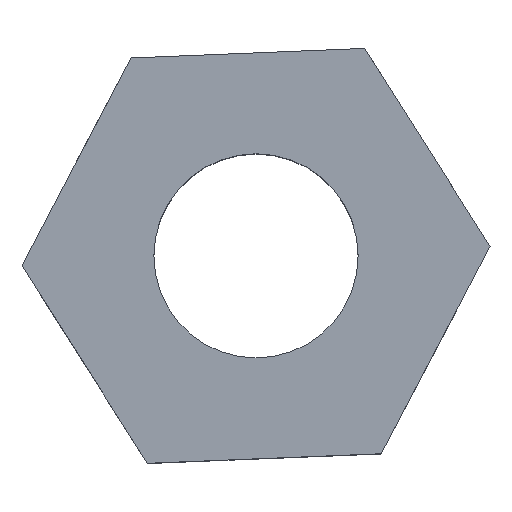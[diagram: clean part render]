
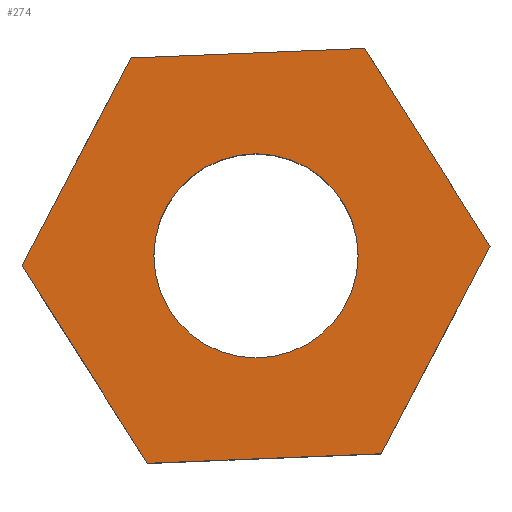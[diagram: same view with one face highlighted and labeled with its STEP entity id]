
A CAD part, top view. The second image highlights one B-rep face of the part: STEP entity #274.
In plain terms, the highlighted planar face has unit normal (0, 0, 1).
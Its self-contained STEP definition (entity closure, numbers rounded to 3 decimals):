
#16=FACE_BOUND('',#64,.T.);
#30=PLANE('',#314);
#46=FACE_OUTER_BOUND('',#63,.T.);
#63=EDGE_LOOP('',(#250,#251,#252,#253,#254,#255));
#64=EDGE_LOOP('',(#256));
#79=LINE('',#448,#105);
#82=LINE('',#453,#108);
#84=LINE('',#457,#110);
#86=LINE('',#461,#112);
#88=LINE('',#465,#114);
#90=LINE('',#468,#116);
#105=VECTOR('',#371,10.);
#108=VECTOR('',#376,10.);
#110=VECTOR('',#380,10.);
#112=VECTOR('',#384,10.);
#114=VECTOR('',#388,10.);
#116=VECTOR('',#392,10.);
#118=CIRCLE('',#291,2.518);
#128=VERTEX_POINT('',#399);
#143=VERTEX_POINT('',#446);
#144=VERTEX_POINT('',#447);
#145=VERTEX_POINT('',#452);
#146=VERTEX_POINT('',#456);
#147=VERTEX_POINT('',#460);
#148=VERTEX_POINT('',#464);
#151=EDGE_CURVE('',#128,#128,#118,.T.);
#173=EDGE_CURVE('',#143,#144,#79,.T.);
#176=EDGE_CURVE('',#145,#143,#82,.T.);
#178=EDGE_CURVE('',#146,#145,#84,.T.);
#180=EDGE_CURVE('',#147,#146,#86,.T.);
#182=EDGE_CURVE('',#148,#147,#88,.T.);
#184=EDGE_CURVE('',#144,#148,#90,.T.);
#250=ORIENTED_EDGE('',*,*,#184,.F.);
#251=ORIENTED_EDGE('',*,*,#173,.F.);
#252=ORIENTED_EDGE('',*,*,#176,.F.);
#253=ORIENTED_EDGE('',*,*,#178,.F.);
#254=ORIENTED_EDGE('',*,*,#180,.F.);
#255=ORIENTED_EDGE('',*,*,#182,.F.);
#256=ORIENTED_EDGE('',*,*,#151,.T.);
#274=ADVANCED_FACE('',(#46,#16),#30,.F.);
#291=AXIS2_PLACEMENT_3D('',#401,#322,#323);
#314=AXIS2_PLACEMENT_3D('',#469,#393,#394);
#322=DIRECTION('center_axis',(0.,0.,
-1.));
#323=DIRECTION('ref_axis',(-1.,0.,0.));
#371=DIRECTION('',(-0.535,0.845,0.));
#376=DIRECTION('',(-0.999,-0.041,0.));
#380=DIRECTION('',(-0.464,-0.886,0.));
#384=DIRECTION('',(0.535,-0.845,0.));
#388=DIRECTION('',(0.999,0.041,0.));
#392=DIRECTION('',(0.464,0.886,0.));
#393=DIRECTION('center_axis',(0.,0.,
-1.));
#394=DIRECTION('ref_axis',(-1.,0.,0.));
#399=CARTESIAN_POINT('',(-134.497,-148.727,15.908));
#401=CARTESIAN_POINT('Origin',(-137.015,-148.727,15.908));
#446=CARTESIAN_POINT('',(-139.695,-153.84,15.908));
#447=CARTESIAN_POINT('',(-142.784,-148.963,15.908));
#448=CARTESIAN_POINT('',(-139.695,-153.84,15.908));
#452=CARTESIAN_POINT('',(-133.926,-153.604,15.908));
#453=CARTESIAN_POINT('',(-133.926,-153.604,15.908));
#456=CARTESIAN_POINT('',(-131.246,-148.49,15.908));
#457=CARTESIAN_POINT('',(-131.246,-148.49,15.908));
#460=CARTESIAN_POINT('',(-134.335,-143.613,15.908));
#461=CARTESIAN_POINT('',(-134.335,-143.613,15.908));
#464=CARTESIAN_POINT('',(-140.104,-143.849,15.908));
#465=CARTESIAN_POINT('',(-140.104,-143.849,15.908));
#468=CARTESIAN_POINT('',(-142.784,-148.963,15.908));
#469=CARTESIAN_POINT('Origin',(-137.015,-148.727,15.908));
